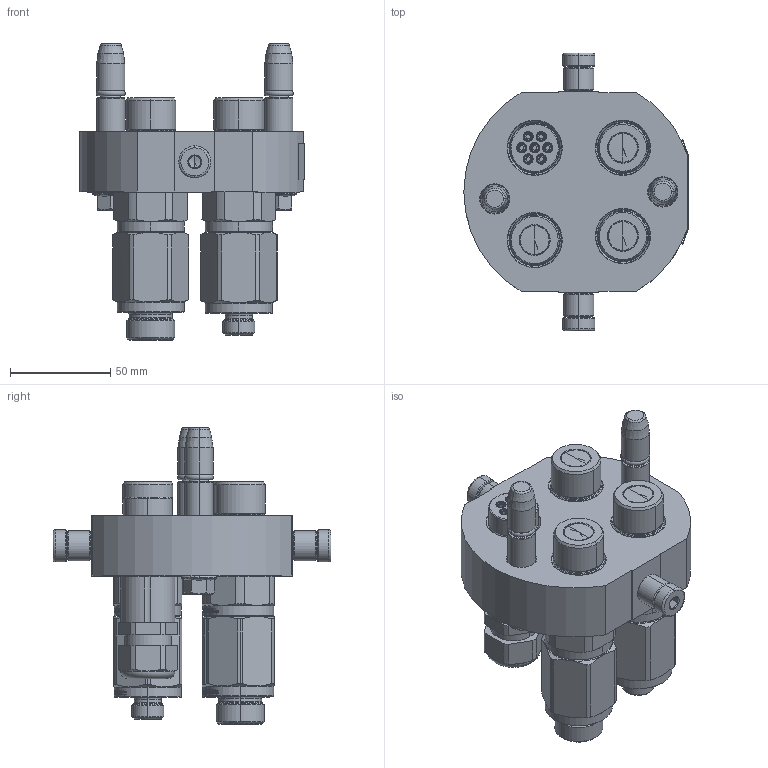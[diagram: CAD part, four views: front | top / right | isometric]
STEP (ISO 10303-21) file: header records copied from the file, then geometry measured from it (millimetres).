
FILE_DESCRIPTION (( 'STEP AP214' ), '1' );
FILE_NAME ('FASTER.step', '2022-07-19T13:11:44', ( '' ), ( '' ), 'SwSTEP 2.0', 'SolidWorks 2017', '' );
FILE_SCHEMA (( 'AUTOMOTIVE_DESIGN' ));
Length unit declared in the file: millimetre
Products named in the file (16): 4830_010_0000_022; 3ffnp12-2_16m; FASTER; 4830_021_0000_000; 3ffnp12-3_24m; et002_piegata; P508_M_BASE; 1540_080_0008_000; 4830_044_0000_000; conn_7p_m; or2_62x9_19_m; corspel08-7_m; 4830_013_3000_030; 4830_028_1000_011
Assembly tree (23 placements, depth 3):
  FASTER
    P508_M_BASE
      4830_010_0000_022
      4830_013_3000_030  x2
      4830_028_1000_011  x2
      4830_021_0000_000  x2
      1540_080_0008_000  x2
      or2_62x9_19_m  x2
    conn_7p_m
      4830_044_0000_000  x3
      corspel08-7_m
    3ffnp12-3_24m
      3ffnp12-3_24m
    3ffnp12-2_16m  x2
      3ffnp12-2_16m
    et002_piegata
Bounding box: 111.8 x 138.6 x 148 mm (x, y, z)
Volume: 2874.1 mm3; surface area: 122900.3 mm2
Topology: 5 solids, 64 shells, 2040 faces, 5739 edges, 3713 vertices
Faces by surface type: plane 1021, cylinder 420, cone 348, torus 150, bspline 95, sphere 6
Entity records: 64001 total; most frequent: CARTESIAN_POINT 16763, ORIENTED_EDGE 7939, DIRECTION 7649, EDGE_CURVE 4306, VERTEX_POINT 2801, AXIS2_PLACEMENT_3D 2563, VECTOR 2523, LINE 2523
